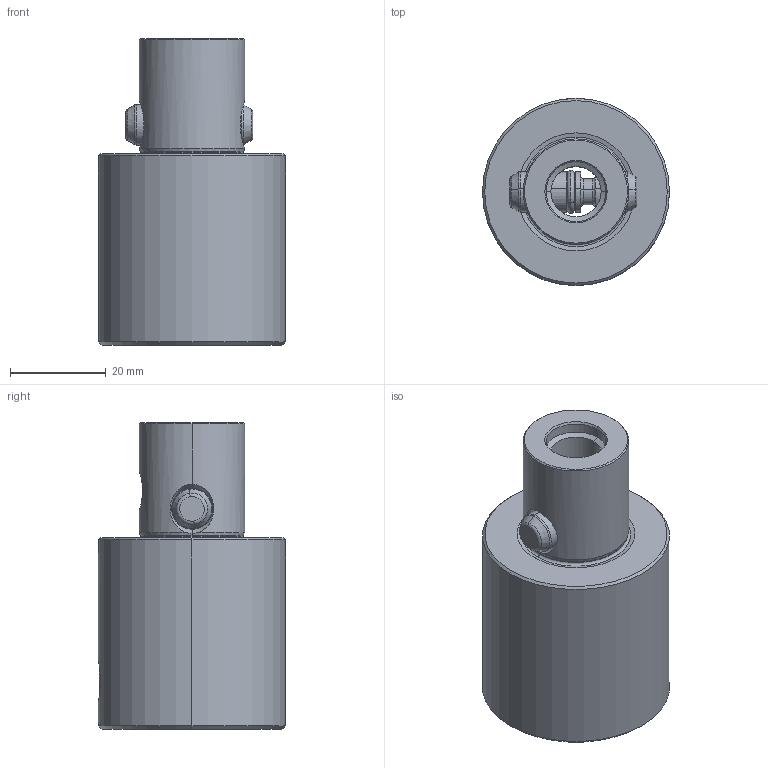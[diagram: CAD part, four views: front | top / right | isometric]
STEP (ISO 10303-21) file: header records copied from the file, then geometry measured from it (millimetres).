
FILE_DESCRIPTION(('no description'),'unknown implementation level');
FILE_NAME('BA1CEFA6-5CF3-4AE4-8CAB-6D3405AE7EAE_export.stp',' ',('CIMSOURCE GmbH'),('CADClick - KiM GmbH - www.kimweb.de'),'unknown preprocess','ACIS','unknown authorization');
FILE_SCHEMA(('automotive_design'));
Length unit declared in the file: millimetre
Products named in the file (4): 331.440 Kaiser CKS4 X CK4 X 40|331.440 Kaiser CKS4 X CK4 X 40_Standard;NONE; 331.440 Kaiser CKS4 X CK4 X 40|690.434 Kaiser ETL M8 X 11 CK4_Standard;NONE; 331.440 Kaiser CKS4 X CK4 X 40|691.504 Kaiser ETL �8,5 X 27K_Standard|691.524_Standard;NONE; 331.440 Kaiser CKS4 X CK4 X 40|691.504 Kaiser ETL �8,5 X 27K_Standard|692.286 O-Ring 6x1.5_Standard;NONE
Bounding box: 39 x 39 x 64 mm (x, y, z)
Volume: 43033.9 mm3; surface area: 13361 mm2
Topology: 4 solids, 4 shells, 145 faces, 324 edges, 185 vertices
Faces by surface type: cone 48, cylinder 38, plane 33, torus 26
Entity records: 8341 total; most frequent: CARTESIAN_POINT 1275, DIRECTION 756, STYLED_ITEM 656, PRESENTATION_STYLE_ASSIGNMENT 656, COLOUR_RGB 656, ORIENTED_EDGE 644, EDGE_CURVE 322, CURVE_STYLE 322
